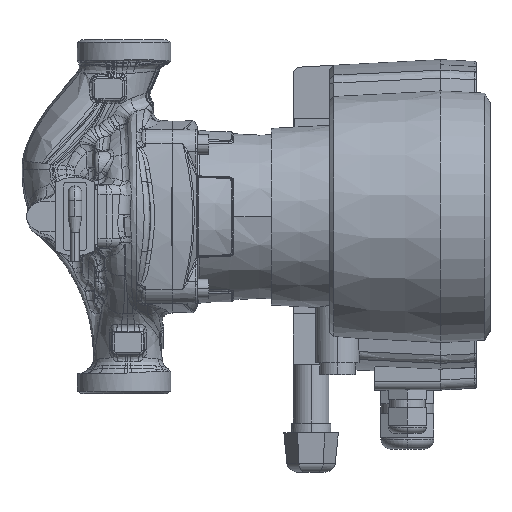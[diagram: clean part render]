
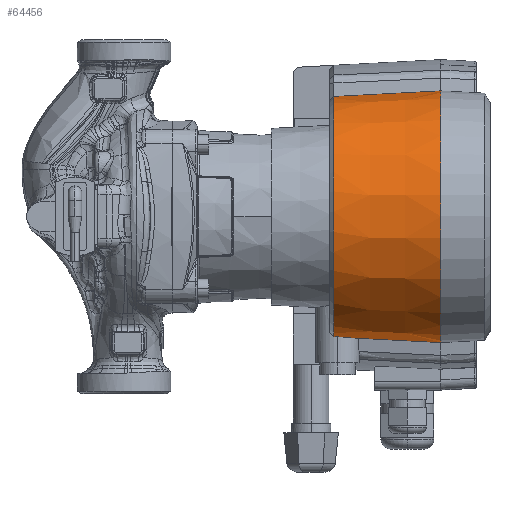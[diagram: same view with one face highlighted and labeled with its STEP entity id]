
A CAD part, top view. The second image highlights one B-rep face of the part: STEP entity #64456.
In plain terms, the highlighted conical face has half-angle 3 degrees and reference radius 64 mm.
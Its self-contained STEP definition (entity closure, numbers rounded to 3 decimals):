
#4002 = VERTEX_POINT ( 'NONE', #12540 ) ;
#12540 = CARTESIAN_POINT ( 'NONE',  ( 84.45, -61.031, 11.1 ) ) ;
#20128 = CARTESIAN_POINT ( 'NONE',  ( 137.05, -64., 6. ) ) ;
#20139 = LINE ( 'NONE', #20128, #118326 ) ;
#20151 = DIRECTION ( 'NONE',  ( 0.999, -0.052, 0. ) ) ;
#20966 = CARTESIAN_POINT ( 'NONE',  ( 83.847, -60.999, 11.1 ) ) ;
#20972 = CARTESIAN_POINT ( 'NONE',  ( 84.45, -61.031, 11.1 ) ) ;
#20978 = CARTESIAN_POINT ( 'NONE',  ( 83.248, -60.972, 11.051 ) ) ;
#20980 = CARTESIAN_POINT ( 'NONE',  ( 82.661, -60.949, 10.955 ) ) ;
#21005 = CARTESIAN_POINT ( 'NONE',  ( 82.661, 0., 6. ) ) ;
#21007 = DIRECTION ( 'NONE',  ( 1., 0., 0. ) ) ;
#21009 = DIRECTION ( 'NONE',  ( 0., -1., 0. ) ) ;
#24422 = EDGE_CURVE ( 'NONE', #81294, #4002, #136741, .T. ) ;
#26212 = LINE ( 'NONE', #26217, #118747 ) ;
#26217 = CARTESIAN_POINT ( 'NONE',  ( 137.05, 64., 6. ) ) ;
#26220 = DIRECTION ( 'NONE',  ( 0.999, 0.052, 0. ) ) ;
#26537 = CARTESIAN_POINT ( 'NONE',  ( 137.05, 0., 6. ) ) ;
#26539 = DIRECTION ( 'NONE',  ( 1., 0., 0. ) ) ;
#26541 = DIRECTION ( 'NONE',  ( 0., -1., 0. ) ) ;
#37183 = CARTESIAN_POINT ( 'NONE',  ( 92.691, -61.66, 7.494 ) ) ;
#37185 = CARTESIAN_POINT ( 'NONE',  ( 91.677, -61.575, 8.438 ) ) ;
#37189 = CARTESIAN_POINT ( 'NONE',  ( 91.315, -61.543, 8.735 ) ) ;
#37192 = CARTESIAN_POINT ( 'NONE',  ( 90.562, -61.477, 9.277 ) ) ;
#37195 = CARTESIAN_POINT ( 'NONE',  ( 90.172, -61.443, 9.523 ) ) ;
#37199 = CARTESIAN_POINT ( 'NONE',  ( 89.364, -61.373, 9.963 ) ) ;
#37202 = CARTESIAN_POINT ( 'NONE',  ( 88.947, -61.338, 10.159 ) ) ;
#37204 = CARTESIAN_POINT ( 'NONE',  ( 88.085, -61.269, 10.498 ) ) ;
#37206 = CARTESIAN_POINT ( 'NONE',  ( 87.639, -61.235, 10.642 ) ) ;
#37210 = CARTESIAN_POINT ( 'NONE',  ( 86.296, -61.138, 10.984 ) ) ;
#37213 = CARTESIAN_POINT ( 'NONE',  ( 85.383, -61.08, 11.1 ) ) ;
#37216 = CARTESIAN_POINT ( 'NONE',  ( 84.45, -61.031, 11.1 ) ) ;
#57041 = CARTESIAN_POINT ( 'NONE',  ( 93.789, -61.733, 6. ) ) ;
#60995 = DIRECTION ( 'NONE',  ( 1., 0., 0. ) ) ;
#61022 = CARTESIAN_POINT ( 'NONE',  ( 137.05, 0., 6. ) ) ;
#61023 = FACE_OUTER_BOUND ( 'NONE', #134917, .T. ) ;
#61051 = DIRECTION ( 'NONE',  ( 0., -1., 0. ) ) ;
#63325 = EDGE_CURVE ( 'NONE', #81294, #135261, #20139, .T. ) ;
#63479 = EDGE_CURVE ( 'NONE', #4002, #134946, #136567, .T. ) ;
#63488 = EDGE_CURVE ( 'NONE', #135102, #134946, #118513, .T. ) ;
#63563 = EDGE_CURVE ( 'NONE', #135102, #135262, #26212, .T. ) ;
#63574 = EDGE_CURVE ( 'NONE', #135262, #135261, #118812, .T. ) ;
#64456 = ADVANCED_FACE ( 'NONE', ( #61023 ), #152964, .T. ) ;
#81294 = VERTEX_POINT ( 'NONE', #57041 ) ;
#118326 = VECTOR ( 'NONE', #20151, 1000. ) ;
#118513 = CIRCLE ( 'NONE', #118520, 61.15 ) ;
#118520 = AXIS2_PLACEMENT_3D ( 'NONE', #21005, #21007, #21009 ) ;
#118747 = VECTOR ( 'NONE', #26220, 1000. ) ;
#118809 = AXIS2_PLACEMENT_3D ( 'NONE', #26537, #26539, #26541 ) ;
#118812 = CIRCLE ( 'NONE', #118809, 64. ) ;
#134917 = EDGE_LOOP ( 'NONE', ( #141500, #141502, #141504, #141506, #141507, #141509 ) ) ;
#134946 = VERTEX_POINT ( 'NONE', #146718 ) ;
#135102 = VERTEX_POINT ( 'NONE', #147023 ) ;
#135261 = VERTEX_POINT ( 'NONE', #147312 ) ;
#135262 = VERTEX_POINT ( 'NONE', #147314 ) ;
#136567 = B_SPLINE_CURVE_WITH_KNOTS ( 'NONE', 3,
 ( #20972, #20966, #20978, #20980 ),
 .UNSPECIFIED., .F., .F.,
 ( 4, 4 ),
 ( 0.011, 0.013 ),
 .UNSPECIFIED. ) ;
#136741 = B_SPLINE_CURVE_WITH_KNOTS ( 'NONE', 3,
 ( #154890, #154888, #37183, #37185, #37189, #37192, #37195, #37199, #37202, #37204, #37206, #37210, #37213, #37216 ),
 .UNSPECIFIED., .F., .F.,
 ( 4, 2, 2, 2, 2, 2, 4 ),
 ( 0., 0.003, 0.004, 0.006, 0.007, 0.008, 0.011 ),
 .UNSPECIFIED. ) ;
#141500 = ORIENTED_EDGE ( 'NONE', *, *, #63563, .F. ) ;
#141502 = ORIENTED_EDGE ( 'NONE', *, *, #63488, .T. ) ;
#141504 = ORIENTED_EDGE ( 'NONE', *, *, #63479, .F. ) ;
#141506 = ORIENTED_EDGE ( 'NONE', *, *, #24422, .F. ) ;
#141507 = ORIENTED_EDGE ( 'NONE', *, *, #63325, .T. ) ;
#141509 = ORIENTED_EDGE ( 'NONE', *, *, #63574, .F. ) ;
#146718 = CARTESIAN_POINT ( 'NONE',  ( 82.661, -60.949, 10.955 ) ) ;
#147023 = CARTESIAN_POINT ( 'NONE',  ( 82.661, 61.15, 6. ) ) ;
#147312 = CARTESIAN_POINT ( 'NONE',  ( 137.05, -64., 6. ) ) ;
#147314 = CARTESIAN_POINT ( 'NONE',  ( 137.05, 64., 6. ) ) ;
#152964 = CONICAL_SURFACE ( 'NONE', #152967, 64., 0.052 ) ;
#152967 = AXIS2_PLACEMENT_3D ( 'NONE', #61022, #60995, #61051 ) ;
#154888 = CARTESIAN_POINT ( 'NONE',  ( 93.283, -61.706, 6.787 ) ) ;
#154890 = CARTESIAN_POINT ( 'NONE',  ( 93.789, -61.733, 6. ) ) ;
